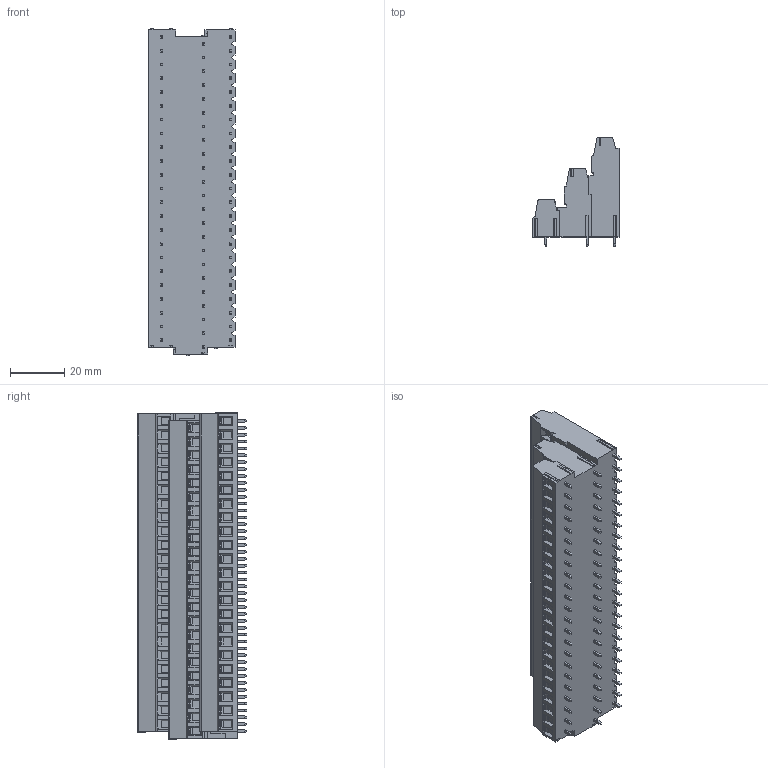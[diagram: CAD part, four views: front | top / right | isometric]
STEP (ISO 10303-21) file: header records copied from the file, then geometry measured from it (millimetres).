
FILE_DESCRIPTION((''),'2;1');
FILE_NAME('3L','2025-02-28T',('yanfa'),(''),'PRO/ENGINEER BY PARAMETRIC TECHNOLOGY CORPORATION, 2009280','PRO/ENGINEER BY PARAMETRIC TECHNOLOGY CORPORATION, 2009280','');
FILE_SCHEMA(('AUTOMOTIVE_DESIGN_CC2 { 1 2 10303 214 -1 1 5 2 }'));
Products named in the file (1): 3L
Bounding box: 31.8 x 40.3 x 120.58 mm (x, y, z)
Volume: 81525.2 mm3; surface area: 25211.9 mm2
Topology: 1 solids, 1 shells, 3343 faces, 8229 edges, 5096 vertices
Faces by surface type: plane 2156, cylinder 683, cone 276, torus 138, sphere 90
Entity records: 98147 total; most frequent: CARTESIAN_POINT 19198, ORIENTED_EDGE 16370, DIRECTION 16187, EDGE_CURVE 8185, VECTOR 5857, LINE 5857, AXIS2_PLACEMENT_3D 5165, VERTEX_POINT 5096
